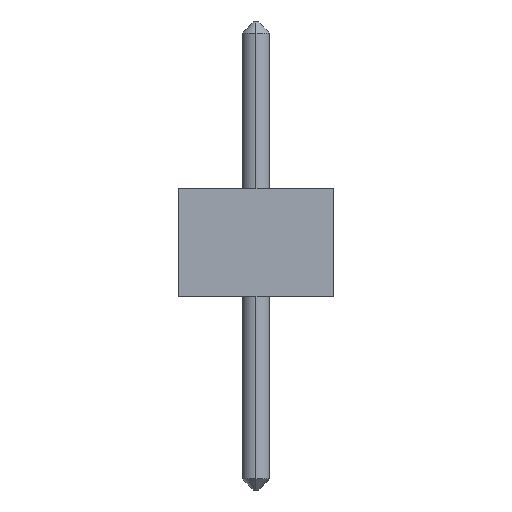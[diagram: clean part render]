
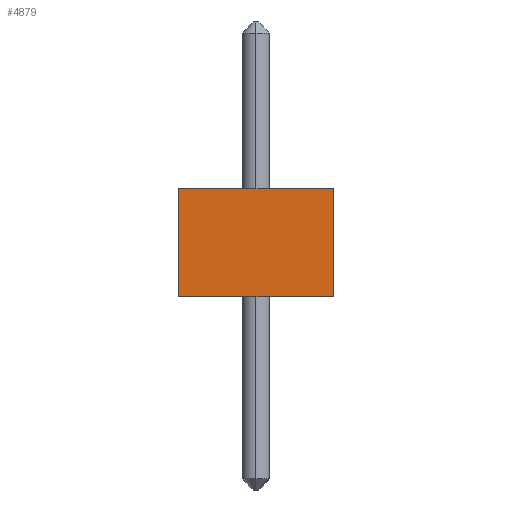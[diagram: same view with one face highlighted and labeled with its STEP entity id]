
A CAD part, left-side view. The second image highlights one B-rep face of the part: STEP entity #4879.
In plain terms, the highlighted planar face has unit normal (-1, 0, 0).
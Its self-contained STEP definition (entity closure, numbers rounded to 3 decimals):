
#15 = CARTESIAN_POINT ( 'NONE',  ( -1.27, -1.27, 0. ) ) ;
#365 = ORIENTED_EDGE ( 'NONE', *, *, #2621, .F. ) ;
#405 = CARTESIAN_POINT ( 'NONE',  ( -1.27, -1.27, 0. ) ) ;
#433 = LINE ( 'NONE', #405, #4469 ) ;
#485 = VECTOR ( 'NONE', #3738, 1000. ) ;
#1034 = CARTESIAN_POINT ( 'NONE',  ( -1.27, 1.27, 0. ) ) ;
#1091 = DIRECTION ( 'NONE',  ( 0., 0., 1. ) ) ;
#1212 = AXIS2_PLACEMENT_3D ( 'NONE', #15, #3811, #1935 ) ;
#1236 = VERTEX_POINT ( 'NONE', #2714 ) ;
#1338 = VERTEX_POINT ( 'NONE', #5820 ) ;
#1850 = CARTESIAN_POINT ( 'NONE',  ( -1.27, 1.27, 0. ) ) ;
#1931 = EDGE_CURVE ( 'NONE', #3157, #1338, #4900, .T. ) ;
#1935 = DIRECTION ( 'NONE',  ( 0., 1., 0. ) ) ;
#2248 = CARTESIAN_POINT ( 'NONE',  ( -1.27, -1.27, 1.78 ) ) ;
#2295 = DIRECTION ( 'NONE',  ( 0., 0., 1. ) ) ;
#2367 = CARTESIAN_POINT ( 'NONE',  ( -1.27, -1.27, 0. ) ) ;
#2381 = FACE_OUTER_BOUND ( 'NONE', #6132, .T. ) ;
#2621 = EDGE_CURVE ( 'NONE', #1236, #3157, #2822, .T. ) ;
#2664 = LINE ( 'NONE', #4034, #6035 ) ;
#2714 = CARTESIAN_POINT ( 'NONE',  ( -1.27, -1.27, 0. ) ) ;
#2821 = EDGE_CURVE ( 'NONE', #4154, #1338, #2664, .T. ) ;
#2822 = LINE ( 'NONE', #2367, #485 ) ;
#2913 = ORIENTED_EDGE ( 'NONE', *, *, #2821, .T. ) ;
#3157 = VERTEX_POINT ( 'NONE', #1850 ) ;
#3368 = VECTOR ( 'NONE', #1091, 1000. ) ;
#3738 = DIRECTION ( 'NONE',  ( 0., 1., 0. ) ) ;
#3811 = DIRECTION ( 'NONE',  ( 1., 0., 0. ) ) ;
#4034 = CARTESIAN_POINT ( 'NONE',  ( -1.27, -1.27, 1.78 ) ) ;
#4154 = VERTEX_POINT ( 'NONE', #2248 ) ;
#4262 = PLANE ( 'NONE',  #1212 ) ;
#4438 = ORIENTED_EDGE ( 'NONE', *, *, #5289, .T. ) ;
#4469 = VECTOR ( 'NONE', #2295, 1000. ) ;
#4879 = ADVANCED_FACE ( 'NONE', ( #2381 ), #4262, .F. ) ;
#4900 = LINE ( 'NONE', #1034, #3368 ) ;
#4953 = ORIENTED_EDGE ( 'NONE', *, *, #1931, .F. ) ;
#5289 = EDGE_CURVE ( 'NONE', #1236, #4154, #433, .T. ) ;
#5820 = CARTESIAN_POINT ( 'NONE',  ( -1.27, 1.27, 1.78 ) ) ;
#5961 = DIRECTION ( 'NONE',  ( 0., 1., 0. ) ) ;
#6035 = VECTOR ( 'NONE', #5961, 1000. ) ;
#6132 = EDGE_LOOP ( 'NONE', ( #2913, #4953, #365, #4438 ) ) ;
